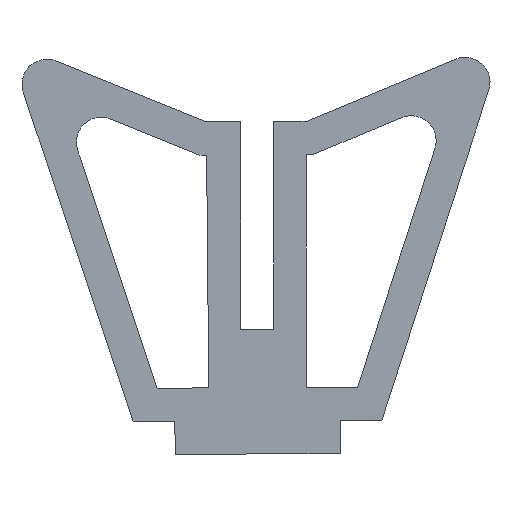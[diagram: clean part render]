
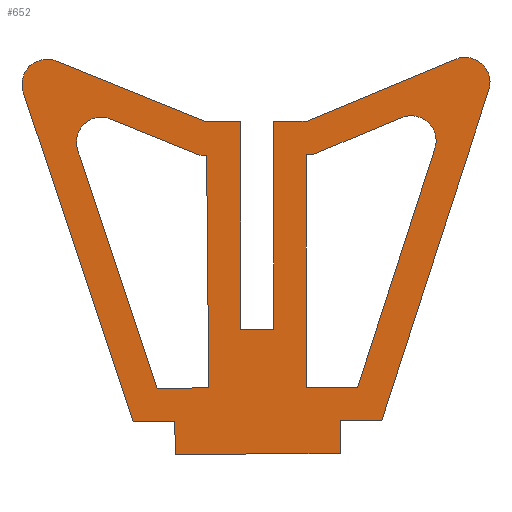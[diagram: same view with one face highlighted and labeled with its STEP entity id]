
A CAD part, front view. The second image highlights one B-rep face of the part: STEP entity #652.
In plain terms, the highlighted planar face has unit normal (0, -1, 0).
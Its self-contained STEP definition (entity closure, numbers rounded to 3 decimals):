
#17=FACE_BOUND('',#97,.T.);
#18=FACE_BOUND('',#98,.T.);
#19=CIRCLE('',#669,30.);
#21=CIRCLE('',#678,30.);
#23=CIRCLE('',#685,30.);
#25=CIRCLE('',#697,30.);
#62=FACE_OUTER_BOUND('',#96,.T.);
#96=EDGE_LOOP('',(#563,#564,#565,#566,#567,#568,#569,#570,#571,#572,#573,
#574,#575,#576,#577,#578,#579,#580));
#97=EDGE_LOOP('',(#581,#582,#583,#584,#585,#586));
#98=EDGE_LOOP('',(#587,#588,#589,#590,#591,#592));
#99=LINE('',#875,#181);
#104=LINE('',#889,#186);
#107=LINE('',#895,#189);
#110=LINE('',#901,#192);
#113=LINE('',#906,#195);
#115=LINE('',#911,#197);
#119=LINE('',#919,#201);
#123=LINE('',#931,#205);
#126=LINE('',#937,#208);
#129=LINE('',#942,#211);
#131=LINE('',#947,#213);
#136=LINE('',#961,#218);
#139=LINE('',#967,#221);
#142=LINE('',#973,#224);
#145=LINE('',#979,#227);
#148=LINE('',#985,#230);
#151=LINE('',#991,#233);
#154=LINE('',#997,#236);
#157=LINE('',#1003,#239);
#160=LINE('',#1009,#242);
#164=LINE('',#1021,#246);
#167=LINE('',#1027,#249);
#170=LINE('',#1033,#252);
#173=LINE('',#1039,#255);
#176=LINE('',#1045,#258);
#179=LINE('',#1050,#261);
#181=VECTOR('',#711,10.);
#186=VECTOR('',#724,10.);
#189=VECTOR('',#729,10.);
#192=VECTOR('',#734,10.);
#195=VECTOR('',#739,10.);
#197=VECTOR('',#743,10.);
#201=VECTOR('',#749,10.);
#205=VECTOR('',#761,10.);
#208=VECTOR('',#766,10.);
#211=VECTOR('',#771,10.);
#213=VECTOR('',#775,10.);
#218=VECTOR('',#788,10.);
#221=VECTOR('',#793,10.);
#224=VECTOR('',#798,10.);
#227=VECTOR('',#803,10.);
#230=VECTOR('',#808,10.);
#233=VECTOR('',#813,10.);
#236=VECTOR('',#818,10.);
#239=VECTOR('',#823,10.);
#242=VECTOR('',#828,10.);
#246=VECTOR('',#840,10.);
#249=VECTOR('',#845,10.);
#252=VECTOR('',#850,10.);
#255=VECTOR('',#855,10.);
#258=VECTOR('',#860,10.);
#261=VECTOR('',#865,10.);
#263=VERTEX_POINT('',#873);
#264=VERTEX_POINT('',#874);
#267=VERTEX_POINT('',#882);
#269=VERTEX_POINT('',#888);
#271=VERTEX_POINT('',#894);
#273=VERTEX_POINT('',#900);
#275=VERTEX_POINT('',#909);
#276=VERTEX_POINT('',#910);
#279=VERTEX_POINT('',#918);
#281=VERTEX_POINT('',#924);
#283=VERTEX_POINT('',#930);
#285=VERTEX_POINT('',#936);
#287=VERTEX_POINT('',#945);
#288=VERTEX_POINT('',#946);
#291=VERTEX_POINT('',#954);
#293=VERTEX_POINT('',#960);
#295=VERTEX_POINT('',#966);
#297=VERTEX_POINT('',#972);
#299=VERTEX_POINT('',#978);
#301=VERTEX_POINT('',#984);
#303=VERTEX_POINT('',#990);
#305=VERTEX_POINT('',#996);
#307=VERTEX_POINT('',#1002);
#309=VERTEX_POINT('',#1008);
#311=VERTEX_POINT('',#1014);
#313=VERTEX_POINT('',#1020);
#315=VERTEX_POINT('',#1026);
#317=VERTEX_POINT('',#1032);
#319=VERTEX_POINT('',#1038);
#321=VERTEX_POINT('',#1044);
#323=EDGE_CURVE('',#263,#264,#99,.T.);
#327=EDGE_CURVE('',#267,#263,#19,.T.);
#330=EDGE_CURVE('',#269,#267,#104,.T.);
#333=EDGE_CURVE('',#271,#269,#107,.T.);
#336=EDGE_CURVE('',#273,#271,#110,.T.);
#339=EDGE_CURVE('',#264,#273,#113,.T.);
#341=EDGE_CURVE('',#275,#276,#115,.T.);
#345=EDGE_CURVE('',#279,#275,#119,.T.);
#348=EDGE_CURVE('',#281,#279,#21,.T.);
#351=EDGE_CURVE('',#283,#281,#123,.T.);
#354=EDGE_CURVE('',#285,#283,#126,.T.);
#357=EDGE_CURVE('',#276,#285,#129,.T.);
#359=EDGE_CURVE('',#287,#288,#131,.T.);
#363=EDGE_CURVE('',#291,#288,#23,.T.);
#366=EDGE_CURVE('',#293,#291,#136,.T.);
#369=EDGE_CURVE('',#295,#293,#139,.T.);
#372=EDGE_CURVE('',#297,#295,#142,.T.);
#375=EDGE_CURVE('',#299,#297,#145,.T.);
#378=EDGE_CURVE('',#299,#301,#148,.T.);
#381=EDGE_CURVE('',#301,#303,#151,.T.);
#384=EDGE_CURVE('',#303,#305,#154,.T.);
#387=EDGE_CURVE('',#305,#307,#157,.T.);
#390=EDGE_CURVE('',#307,#309,#160,.T.);
#393=EDGE_CURVE('',#311,#309,#25,.T.);
#396=EDGE_CURVE('',#313,#311,#164,.T.);
#399=EDGE_CURVE('',#315,#313,#167,.T.);
#402=EDGE_CURVE('',#317,#315,#170,.T.);
#405=EDGE_CURVE('',#319,#317,#173,.T.);
#408=EDGE_CURVE('',#319,#321,#176,.T.);
#411=EDGE_CURVE('',#287,#321,#179,.T.);
#563=ORIENTED_EDGE('',*,*,#411,.F.);
#564=ORIENTED_EDGE('',*,*,#359,.T.);
#565=ORIENTED_EDGE('',*,*,#363,.F.);
#566=ORIENTED_EDGE('',*,*,#366,.F.);
#567=ORIENTED_EDGE('',*,*,#369,.F.);
#568=ORIENTED_EDGE('',*,*,#372,.F.);
#569=ORIENTED_EDGE('',*,*,#375,.F.);
#570=ORIENTED_EDGE('',*,*,#378,.T.);
#571=ORIENTED_EDGE('',*,*,#381,.T.);
#572=ORIENTED_EDGE('',*,*,#384,.T.);
#573=ORIENTED_EDGE('',*,*,#387,.T.);
#574=ORIENTED_EDGE('',*,*,#390,.T.);
#575=ORIENTED_EDGE('',*,*,#393,.F.);
#576=ORIENTED_EDGE('',*,*,#396,.F.);
#577=ORIENTED_EDGE('',*,*,#399,.F.);
#578=ORIENTED_EDGE('',*,*,#402,.F.);
#579=ORIENTED_EDGE('',*,*,#405,.F.);
#580=ORIENTED_EDGE('',*,*,#408,.T.);
#581=ORIENTED_EDGE('',*,*,#357,.F.);
#582=ORIENTED_EDGE('',*,*,#341,.F.);
#583=ORIENTED_EDGE('',*,*,#345,.F.);
#584=ORIENTED_EDGE('',*,*,#348,.F.);
#585=ORIENTED_EDGE('',*,*,#351,.F.);
#586=ORIENTED_EDGE('',*,*,#354,.F.);
#587=ORIENTED_EDGE('',*,*,#339,.F.);
#588=ORIENTED_EDGE('',*,*,#323,.F.);
#589=ORIENTED_EDGE('',*,*,#327,.F.);
#590=ORIENTED_EDGE('',*,*,#330,.F.);
#591=ORIENTED_EDGE('',*,*,#333,.F.);
#592=ORIENTED_EDGE('',*,*,#336,.F.);
#620=PLANE('',#706);
#652=ADVANCED_FACE('',(#62,#17,#18),#620,.F.);
#669=AXIS2_PLACEMENT_3D('',#883,#717,#718);
#678=AXIS2_PLACEMENT_3D('',#925,#754,#755);
#685=AXIS2_PLACEMENT_3D('',#955,#781,#782);
#697=AXIS2_PLACEMENT_3D('',#1015,#833,#834);
#706=AXIS2_PLACEMENT_3D('',#1053,#869,#870);
#711=DIRECTION('',(-0.923,0.,-0.385));
#717=DIRECTION('center_axis',(0.,-1.,0.));
#718=DIRECTION('ref_axis',(-0.385,0.,0.923));
#724=DIRECTION('',(0.308,0.,0.951));
#729=DIRECTION('',(1.,0.,0.));
#734=DIRECTION('',(0.,0.,-1.));
#739=DIRECTION('',(-1.,0.,0.));
#743=DIRECTION('',(1.,0.,0.009));
#749=DIRECTION('',(0.317,0.,-0.949));
#754=DIRECTION('center_axis',(0.,-1.,0.));
#755=DIRECTION('ref_axis',(-0.949,0.,-0.317));
#761=DIRECTION('',(-0.927,0.,0.376));
#766=DIRECTION('',(-1.,0.,-0.009));
#771=DIRECTION('',(-0.009,0.,1.));
#775=DIRECTION('',(-0.927,0.,0.376));
#781=DIRECTION('center_axis',(0.,1.,0.));
#782=DIRECTION('ref_axis',(-0.949,0.,-0.317));
#788=DIRECTION('',(-0.317,0.,0.949));
#793=DIRECTION('',(-1.,0.,-0.009));
#798=DIRECTION('',(-0.009,0.,1.));
#803=DIRECTION('',(-1.,0.,-0.009));
#808=DIRECTION('',(1.,0.,0.005));
#813=DIRECTION('',(1.,0.,0.));
#818=DIRECTION('',(0.,0.,1.));
#823=DIRECTION('',(1.,0.,0.));
#828=DIRECTION('',(0.308,0.,0.951));
#833=DIRECTION('center_axis',(0.,1.,0.));
#834=DIRECTION('ref_axis',(-0.385,0.,0.923));
#840=DIRECTION('',(0.923,0.,0.385));
#845=DIRECTION('',(1.,0.,0.));
#850=DIRECTION('',(0.,0.,1.));
#855=DIRECTION('',(1.,0.,0.005));
#860=DIRECTION('',(0.,0.,1.));
#865=DIRECTION('',(1.,0.,0.009));
#869=DIRECTION('center_axis',(0.,1.,0.));
#870=DIRECTION('ref_axis',(1.,0.,0.));
#873=CARTESIAN_POINT('',(175.058,0.,254.608));
#874=CARTESIAN_POINT('',(68.,0.,210.));
#875=CARTESIAN_POINT('',(68.,0.,210.));
#882=CARTESIAN_POINT('',(215.14,0.,217.679));
#883=CARTESIAN_POINT('Origin',(186.597,0.,226.915));
#888=CARTESIAN_POINT('',(122.048,0.,-70.));
#889=CARTESIAN_POINT('',(122.048,0.,-70.));
#894=CARTESIAN_POINT('',(60.,0.,-70.));
#895=CARTESIAN_POINT('',(60.,0.,-70.));
#900=CARTESIAN_POINT('',(60.,0.,210.));
#901=CARTESIAN_POINT('',(60.,0.,210.));
#906=CARTESIAN_POINT('',(60.,0.,210.));
#909=CARTESIAN_POINT('',(-119.108,0.,-71.106));
#910=CARTESIAN_POINT('',(-57.062,0.,-70.537));
#911=CARTESIAN_POINT('',(-57.062,0.,-70.537));
#918=CARTESIAN_POINT('',(-214.834,0.,215.707));
#919=CARTESIAN_POINT('',(-119.108,0.,-71.106));
#924=CARTESIAN_POINT('',(-175.093,0.,253.002));
#925=CARTESIAN_POINT('Origin',(-186.377,0.,225.205));
#930=CARTESIAN_POINT('',(-67.63,0.,209.378));
#931=CARTESIAN_POINT('',(-67.63,0.,209.378));
#936=CARTESIAN_POINT('',(-59.631,0.,209.451));
#937=CARTESIAN_POINT('',(-59.631,0.,209.451));
#942=CARTESIAN_POINT('',(-59.631,0.,209.451));
#945=CARTESIAN_POINT('',(-59.997,0.,249.45));
#946=CARTESIAN_POINT('',(-240.538,0.,322.738));
#947=CARTESIAN_POINT('',(-59.997,0.,249.45));
#954=CARTESIAN_POINT('',(-280.278,0.,285.444));
#955=CARTESIAN_POINT('Origin',(-251.821,0.,294.941));
#960=CARTESIAN_POINT('',(-147.838,0.,-111.371));
#961=CARTESIAN_POINT('',(-147.838,0.,-111.371));
#966=CARTESIAN_POINT('',(-97.84,0.,-110.913));
#967=CARTESIAN_POINT('',(-97.84,0.,-110.913));
#972=CARTESIAN_POINT('',(-97.473,0.,-150.911));
#973=CARTESIAN_POINT('',(-97.473,0.,-150.911));
#978=CARTESIAN_POINT('',(-17.476,0.,-150.177));
#979=CARTESIAN_POINT('',(-17.476,0.,-150.177));
#984=CARTESIAN_POINT('',(21.147,0.,-150.));
#985=CARTESIAN_POINT('',(-17.476,0.,-150.177));
#990=CARTESIAN_POINT('',(101.147,0.,-150.));
#991=CARTESIAN_POINT('',(21.147,0.,-150.));
#996=CARTESIAN_POINT('',(101.147,0.,-110.));
#997=CARTESIAN_POINT('',(101.147,0.,-150.));
#1002=CARTESIAN_POINT('',(151.147,0.,-110.));
#1003=CARTESIAN_POINT('',(101.147,0.,-110.));
#1008=CARTESIAN_POINT('',(279.941,0.,288.013));
#1009=CARTESIAN_POINT('',(151.147,0.,-110.));
#1014=CARTESIAN_POINT('',(239.86,0.,324.942));
#1015=CARTESIAN_POINT('Origin',(251.399,0.,297.249));
#1020=CARTESIAN_POINT('',(60.,0.,250.));
#1021=CARTESIAN_POINT('',(60.,0.,250.));
#1026=CARTESIAN_POINT('',(21.147,0.,250.));
#1027=CARTESIAN_POINT('',(21.147,0.,250.));
#1032=CARTESIAN_POINT('',(21.147,0.,0.));
#1033=CARTESIAN_POINT('',(21.147,0.,0.));
#1038=CARTESIAN_POINT('',(-18.852,0.,-0.183));
#1039=CARTESIAN_POINT('',(-18.852,0.,-0.183));
#1044=CARTESIAN_POINT('',(-18.852,0.,249.827));
#1045=CARTESIAN_POINT('',(-18.852,0.,-0.183));
#1050=CARTESIAN_POINT('',(-59.997,0.,249.45));
#1053=CARTESIAN_POINT('Origin',(-0.211,0.,88.169));
